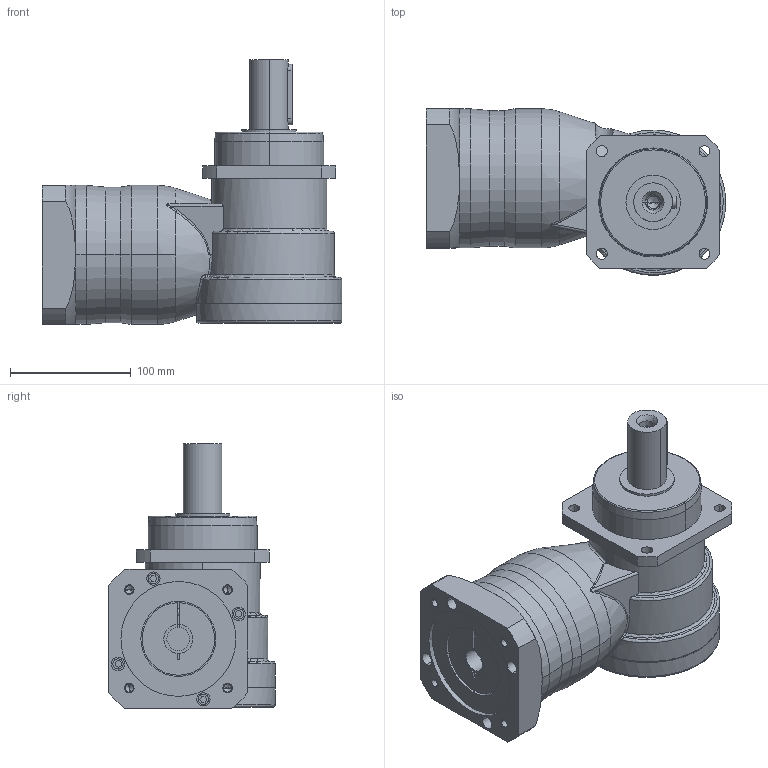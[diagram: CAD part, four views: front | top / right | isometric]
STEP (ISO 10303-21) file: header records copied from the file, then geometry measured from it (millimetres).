
FILE_DESCRIPTION((''),'2;1');
FILE_NAME('MB_WPLN_MASTER','2023-08-20T04:54:15',('agw'),(''),'CREO PARAMETRIC BY PTC INC, 2022124','CREO PARAMETRIC BY PTC INC, 2022124','');
FILE_SCHEMA(('AUTOMOTIVE_DESIGN { 1 0 10303 214 1 1 1 1 }'));
Length unit declared in the file: millimetre
Products named in the file (1): MB_WPLN_MASTER
Bounding box: 247.5 x 137.5 x 219 mm (x, y, z)
Volume: 2817772.3 mm3; surface area: 171464.7 mm2
Topology: 1 solids, 6 shells, 247 faces, 640 edges, 463 vertices
Faces by surface type: cylinder 95, plane 95, bspline 23, cone 20, torus 14
Entity records: 13384 total; most frequent: CARTESIAN_POINT 2772, DIRECTION 1281, ORIENTED_EDGE 1160, PRESENTATION_STYLE_ASSIGNMENT 868, STYLED_ITEM 680, CURVE_STYLE 633, EDGE_CURVE 590, AXIS2_PLACEMENT_3D 484
